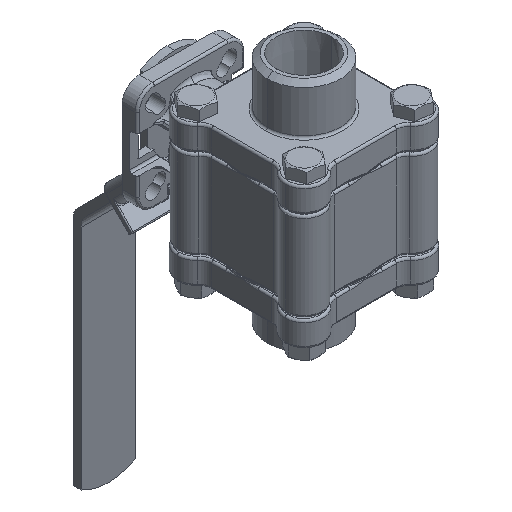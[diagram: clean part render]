
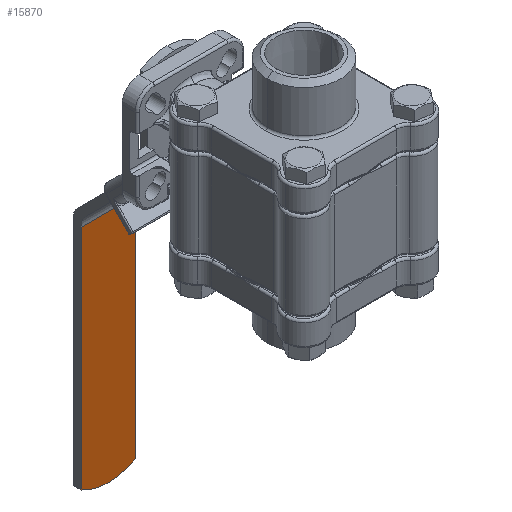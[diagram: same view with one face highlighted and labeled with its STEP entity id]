
A CAD part, isometric view. The second image highlights one B-rep face of the part: STEP entity #15870.
In plain terms, the highlighted planar face has unit normal (0, -1, 0).
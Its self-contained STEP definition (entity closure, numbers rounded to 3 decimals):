
#6475 = CARTESIAN_POINT ( 'NONE',  ( 159.651, 29.1, 12.5 ) ) ;
#6562 = DIRECTION ( 'NONE',  ( 1., 0., 0. ) ) ;
#6563 = VECTOR ( 'NONE', #6562, 1000. ) ;
#6564 = CARTESIAN_POINT ( 'NONE',  ( 163., 29.1, 12.5 ) ) ;
#6565 = LINE ( 'NONE', #6564, #6563 ) ;
#6566 = CARTESIAN_POINT ( 'NONE',  ( 54.214, 29.1, 12.5 ) ) ;
#6619 = DIRECTION ( 'NONE',  ( 1., 0., 0. ) ) ;
#6620 = VECTOR ( 'NONE', #6619, 1000. ) ;
#6621 = CARTESIAN_POINT ( 'NONE',  ( 163., 29.1, -12.5 ) ) ;
#6622 = LINE ( 'NONE', #6621, #6620 ) ;
#6632 = CARTESIAN_POINT ( 'NONE',  ( 159.651, 29.1, -12.5 ) ) ;
#6641 = CARTESIAN_POINT ( 'NONE',  ( 54.214, 29.1, -12.5 ) ) ;
#6741 = DIRECTION ( 'NONE',  ( -1., 0., 0. ) ) ;
#6742 = DIRECTION ( 'NONE',  ( 0., -1., 0. ) ) ;
#6743 = CARTESIAN_POINT ( 'NONE',  ( 138., 29.1, 0. ) ) ;
#6744 = AXIS2_PLACEMENT_3D ( 'NONE', #6743, #6742, #6741 ) ;
#6745 = CIRCLE ( 'NONE', #6744, 25. ) ;
#6778 = DIRECTION ( 'NONE',  ( -1., 0., 0. ) ) ;
#6779 = DIRECTION ( 'NONE',  ( 0., 1., 0. ) ) ;
#6780 = AXIS2_PLACEMENT_3D ( 'NONE', #6782, #6779, #6778 ) ;
#6782 = CARTESIAN_POINT ( 'NONE',  ( 163., 29.1, 12.5 ) ) ;
#6783 = PLANE ( 'NONE',  #6780 ) ;
#6787 = FACE_OUTER_BOUND ( 'NONE', #15880, .T. ) ;
#6801 = DIRECTION ( 'NONE',  ( 0., 0., -1. ) ) ;
#6802 = VECTOR ( 'NONE', #6801, 1000. ) ;
#6803 = CARTESIAN_POINT ( 'NONE',  ( 54.214, 29.1, 12.5 ) ) ;
#6804 = LINE ( 'NONE', #6803, #6802 ) ;
#15712 = VERTEX_POINT ( 'NONE', #6475 ) ;
#15739 = VERTEX_POINT ( 'NONE', #6566 ) ;
#15740 = EDGE_CURVE ( 'NONE', #15739, #15712, #6565, .T. ) ;
#15771 = VERTEX_POINT ( 'NONE', #6641 ) ;
#15777 = VERTEX_POINT ( 'NONE', #6632 ) ;
#15780 = EDGE_CURVE ( 'NONE', #15771, #15777, #6622, .T. ) ;
#15832 = ORIENTED_EDGE ( 'NONE', *, *, #15859, .T. ) ;
#15858 = EDGE_CURVE ( 'NONE', #15777, #15712, #6745, .T. ) ;
#15859 = EDGE_CURVE ( 'NONE', #15739, #15771, #6804, .T. ) ;
#15860 = ORIENTED_EDGE ( 'NONE', *, *, #15780, .T. ) ;
#15863 = ORIENTED_EDGE ( 'NONE', *, *, #15858, .T. ) ;
#15864 = ORIENTED_EDGE ( 'NONE', *, *, #15740, .F. ) ;
#15870 = ADVANCED_FACE ( 'NONE', ( #6787 ), #6783, .F. ) ;
#15880 = EDGE_LOOP ( 'NONE', ( #15860, #15863, #15864, #15832 ) ) ;
